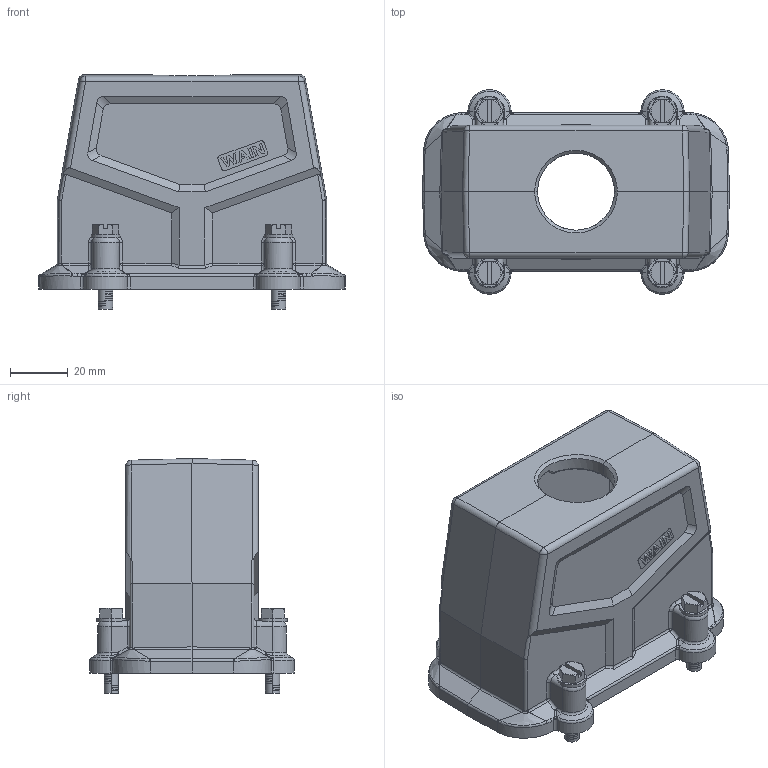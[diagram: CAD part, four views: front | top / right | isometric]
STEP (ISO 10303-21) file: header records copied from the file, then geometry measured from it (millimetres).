
FILE_DESCRIPTION((''),'2;1');
FILE_NAME('PRT0005','2020-11-11T',('lj.zou'),(''),'PRO/ENGINEER BY PARAMETRIC TECHNOLOGY CORPORATION, 2012480','PRO/ENGINEER BY PARAMETRIC TECHNOLOGY CORPORATION, 2012480','');
FILE_SCHEMA(('CONFIG_CONTROL_DESIGN'));
Length unit declared in the file: millimetre
Products named in the file (1): PRT0005
Bounding box: 106.5 x 71 x 81.5 mm (x, y, z)
Volume: 110143.7 mm3; surface area: 49396.2 mm2
Topology: 1 solids, 5 shells, 746 faces, 2390 edges, 1651 vertices
Faces by surface type: plane 267, cylinder 219, bspline 97, torus 67, cone 64, sphere 32
Entity records: 32736 total; most frequent: CARTESIAN_POINT 12941, ORIENTED_EDGE 4714, DIRECTION 3410, EDGE_CURVE 2357, VERTEX_POINT 1651, VECTOR 1140, LINE 1140, AXIS2_PLACEMENT_3D 1135
